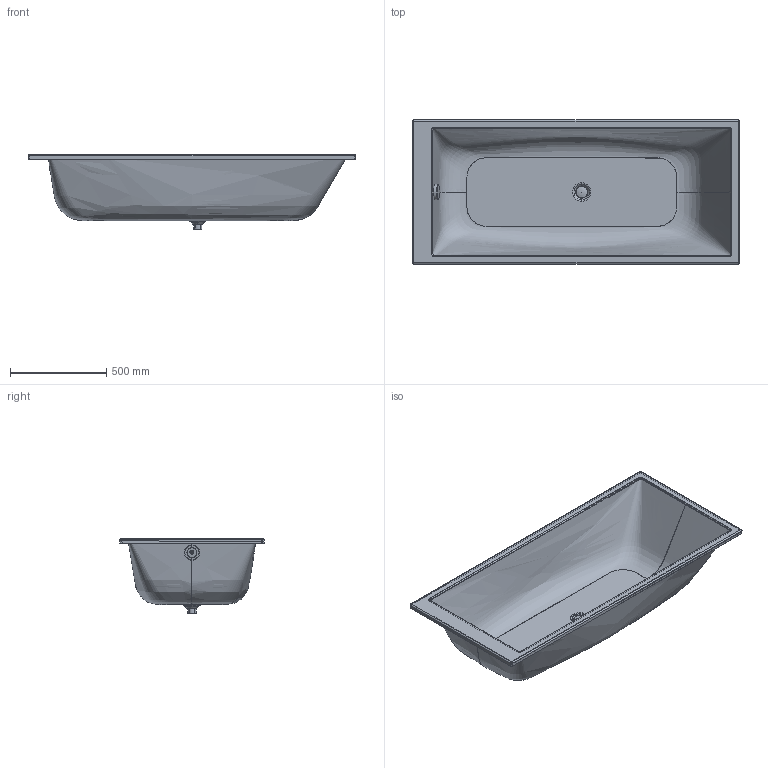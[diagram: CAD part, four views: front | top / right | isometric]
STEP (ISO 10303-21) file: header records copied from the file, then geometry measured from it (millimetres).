
FILE_DESCRIPTION((''),'2;1');
FILE_NAME('700231.stp','2011-05-26T10:59:31',('Administrator'),(''),'Autodesk Inventor 2011','Autodesk Inventor 2011','');
FILE_SCHEMA(('AUTOMOTIVE_DESIGN { 1 0 10303 214 1 1 1 1 }'));
Length unit declared in the file: millimetre
Products named in the file (5): 700231; Kelch; Stopfen; Verschluss_Ueberlauf
Assembly tree (4 placements, depth 2):
  700231
    700231
    Kelch
    Stopfen
    Verschluss_Ueberlauf
Bounding box: 1700 x 750.02 x 389.39 mm (x, y, z)
Volume: 58960.4 mm3; surface area: 4542256.5 mm2
Topology: 3 solids, 71 shells, 109 faces, 562 edges, 518 vertices
Faces by surface type: cylinder 32, plane 29, bspline 22, torus 12, sphere 8, cone 6
Full cylindrical faces by diameter (mm): 15 x1, 42 x1, 44 x1, 60 x1, 74 x1, 79.999 x1
Entity records: 95739 total; most frequent: CARTESIAN_POINT 91323, DIRECTION 723, ORIENTED_EDGE 612, EDGE_CURVE 534, VERTEX_POINT 514, AXIS2_PLACEMENT_3D 290, B_SPLINE_CURVE_WITH_KNOTS 197, CIRCLE 174
